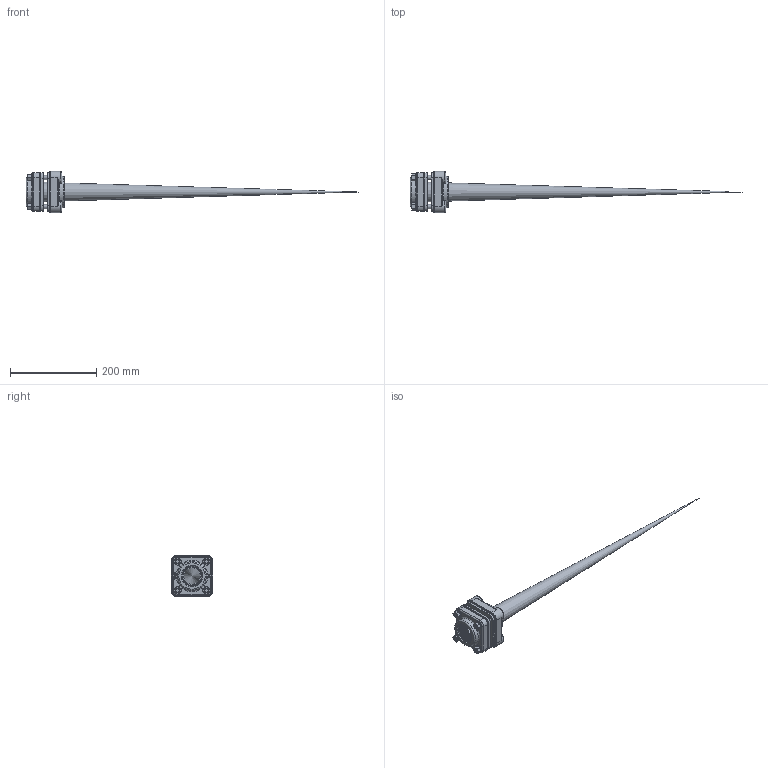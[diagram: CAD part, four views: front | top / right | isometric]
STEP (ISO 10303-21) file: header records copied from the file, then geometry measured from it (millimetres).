
FILE_DESCRIPTION(/* description */ ('1.5" X 2" NPT BOLTED FLANGE, EPDM'),/* implementation_level */ '2;1');
FILE_NAME(/* name */ 'BF150.stp',/* time_stamp */ '2019-11-16T12:48:14-05:00',/* author */ ('CAB'),/* organization */ (''),/* preprocessor_version */ 'ST-DEVELOPER v17.2',/* originating_system */ 'Autodesk Inventor 2019',/* authorisation */ '');
FILE_SCHEMA (('AUTOMOTIVE_DESIGN { 1 0 10303 214 3 1 1 }'));
Length unit declared in the file: inch
Products named in the file (8): BF150; V20157; BF200GE; BF206; V20019; V20018; BF201A; BF304A
Assembly tree (20 placements, depth 2):
  BF150
    V20157
    BF200GE  x2
    BF206  x4
    V20019  x4
    V20018  x4
    BF201A
    BF304A  x4
Bounding box: 771.53 x 96.07 x 96.07 mm (x, y, z)
Volume: 395230.8 mm3; surface area: 231819.3 mm2
Topology: 20 solids, 20 shells, 1228 faces, 3173 edges, 2016 vertices
Faces by surface type: plane 378, cylinder 346, cone 312, bspline 117, torus 71, sphere 4
Full cylindrical faces by diameter (mm): 8.236 x60, 9.525 x60, 9.652 x4, 10.312 x4, 10.414 x8, 18.161 x4, 18.847 x8, 19.05 x4, 38.1 x1, 57.15 x2, 67.31 x1, 72.898 x1
Entity records: 29039 total; most frequent: CARTESIAN_POINT 12721, ORIENTED_EDGE 3506, DIRECTION 3033, EDGE_CURVE 1753, VERTEX_POINT 1123, AXIS2_PLACEMENT_3D 1085, LINE 863, VECTOR 863
